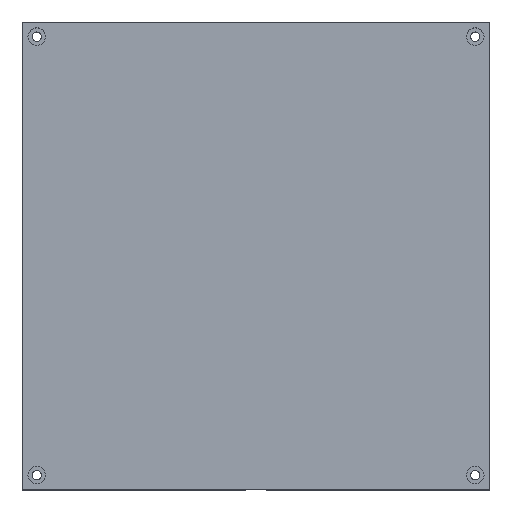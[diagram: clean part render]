
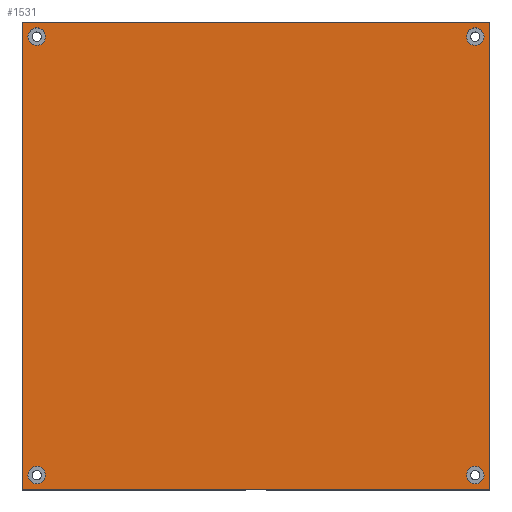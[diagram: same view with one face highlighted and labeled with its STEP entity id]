
A CAD part, top view. The second image highlights one B-rep face of the part: STEP entity #1531.
In plain terms, the highlighted planar face has unit normal (0, 0, 1).
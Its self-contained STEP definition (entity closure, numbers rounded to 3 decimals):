
#41=FACE_BOUND('',#533,.T.);
#42=FACE_BOUND('',#534,.T.);
#43=FACE_BOUND('',#535,.T.);
#44=FACE_BOUND('',#536,.T.);
#77=PLANE('',#1741);
#177=LINE('',#2782,#283);
#179=LINE('',#2786,#285);
#181=LINE('',#2790,#287);
#183=LINE('',#2793,#289);
#283=VECTOR('',#2228,10.);
#285=VECTOR('',#2232,10.);
#287=VECTOR('',#2236,10.);
#289=VECTOR('',#2240,10.);
#425=FACE_OUTER_BOUND('',#532,.T.);
#532=EDGE_LOOP('',(#1414,#1415,#1416,#1417));
#533=EDGE_LOOP('',(#1418));
#534=EDGE_LOOP('',(#1419));
#535=EDGE_LOOP('',(#1420));
#536=EDGE_LOOP('',(#1421));
#573=CIRCLE('',#1597,3.);
#576=CIRCLE('',#1602,3.);
#579=CIRCLE('',#1607,3.);
#582=CIRCLE('',#1612,3.);
#690=VERTEX_POINT('',#2374);
#693=VERTEX_POINT('',#2383);
#696=VERTEX_POINT('',#2392);
#699=VERTEX_POINT('',#2401);
#770=VERTEX_POINT('',#2779);
#771=VERTEX_POINT('',#2781);
#772=VERTEX_POINT('',#2785);
#773=VERTEX_POINT('',#2789);
#836=EDGE_CURVE('',#690,#690,#573,.T.);
#840=EDGE_CURVE('',#693,#693,#576,.T.);
#844=EDGE_CURVE('',#696,#696,#579,.T.);
#848=EDGE_CURVE('',#699,#699,#582,.T.);
#983=EDGE_CURVE('',#771,#770,#177,.T.);
#985=EDGE_CURVE('',#772,#771,#179,.T.);
#987=EDGE_CURVE('',#773,#772,#181,.T.);
#989=EDGE_CURVE('',#770,#773,#183,.T.);
#1414=ORIENTED_EDGE('',*,*,#989,.T.);
#1415=ORIENTED_EDGE('',*,*,#987,.T.);
#1416=ORIENTED_EDGE('',*,*,#985,.T.);
#1417=ORIENTED_EDGE('',*,*,#983,.T.);
#1418=ORIENTED_EDGE('',*,*,#836,.T.);
#1419=ORIENTED_EDGE('',*,*,#840,.T.);
#1420=ORIENTED_EDGE('',*,*,#844,.T.);
#1421=ORIENTED_EDGE('',*,*,#848,.T.);
#1531=ADVANCED_FACE('',(#425,#41,#42,#43,#44),#77,.T.);
#1597=AXIS2_PLACEMENT_3D('',#2375,#1873,#1874);
#1602=AXIS2_PLACEMENT_3D('',#2384,#1884,#1885);
#1607=AXIS2_PLACEMENT_3D('',#2393,#1895,#1896);
#1612=AXIS2_PLACEMENT_3D('',#2402,#1906,#1907);
#1741=AXIS2_PLACEMENT_3D('',#2794,#2241,#2242);
#1873=DIRECTION('center_axis',(0.,0.,-1.));
#1874=DIRECTION('ref_axis',(-1.,0.,0.));
#1884=DIRECTION('center_axis',(0.,0.,-1.));
#1885=DIRECTION('ref_axis',(-1.,0.,0.));
#1895=DIRECTION('center_axis',(0.,0.,-1.));
#1896=DIRECTION('ref_axis',(-1.,0.,0.));
#1906=DIRECTION('center_axis',(0.,0.,-1.));
#1907=DIRECTION('ref_axis',(-1.,0.,0.));
#2228=DIRECTION('',(-1.,0.,0.));
#2232=DIRECTION('',(0.,1.,0.));
#2236=DIRECTION('',(1.,0.,0.));
#2240=DIRECTION('',(0.,-1.,0.));
#2241=DIRECTION('center_axis',(0.,0.,1.));
#2242=DIRECTION('ref_axis',(1.,0.,0.));
#2374=CARTESIAN_POINT('',(8.,5.,50.));
#2375=CARTESIAN_POINT('Origin',(5.,5.,50.));
#2383=CARTESIAN_POINT('',(8.,155.,50.));
#2384=CARTESIAN_POINT('Origin',(5.,155.,50.));
#2392=CARTESIAN_POINT('',(158.,5.,50.));
#2393=CARTESIAN_POINT('Origin',(155.,5.,50.));
#2401=CARTESIAN_POINT('',(158.,155.,50.));
#2402=CARTESIAN_POINT('Origin',(155.,155.,50.));
#2779=CARTESIAN_POINT('',(0.,160.,50.));
#2781=CARTESIAN_POINT('',(160.,160.,50.));
#2782=CARTESIAN_POINT('',(160.,160.,50.));
#2785=CARTESIAN_POINT('',(160.,0.,50.));
#2786=CARTESIAN_POINT('',(160.,0.,50.));
#2789=CARTESIAN_POINT('',(0.,0.,50.));
#2790=CARTESIAN_POINT('',(0.,0.,50.));
#2793=CARTESIAN_POINT('',(0.,160.,50.));
#2794=CARTESIAN_POINT('Origin',(80.,80.,50.));
